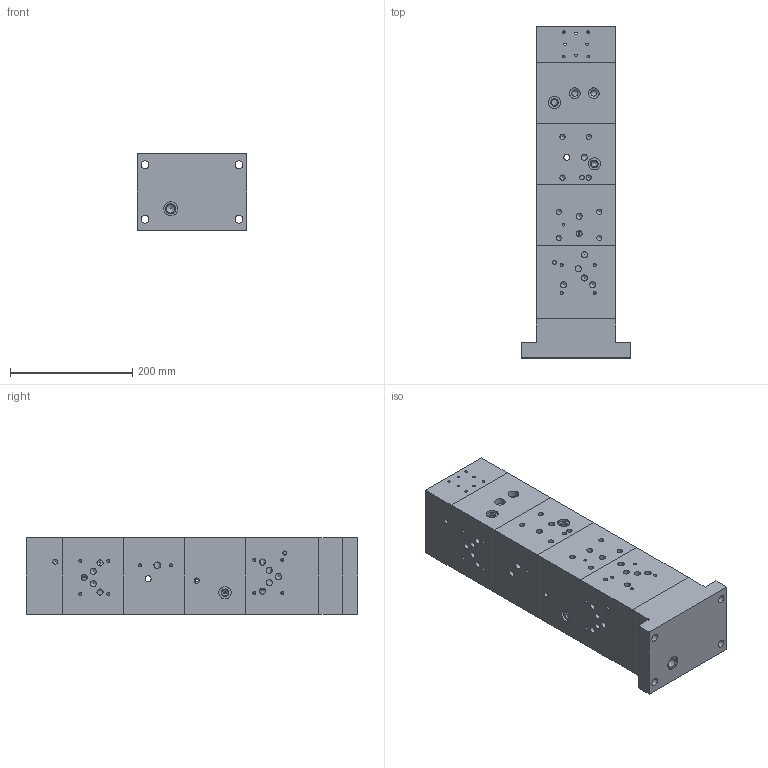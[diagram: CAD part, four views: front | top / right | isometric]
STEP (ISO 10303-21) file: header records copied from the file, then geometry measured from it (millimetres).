
FILE_DESCRIPTION(/* description */ (''),/* implementation_level */ '2;1');
FILE_NAME(/* name */ 'References.step',/* time_stamp */ '2021-02-26T11:07:53+08:00',/* author */ (''),/* organization */ (''),/* preprocessor_version */ 'ST-DEVELOPER v18.1',/* originating_system */ 'Autodesk Translation Framework v9.7.1.1290',/* authorisation */ '');
FILE_SCHEMA (('AUTOMOTIVE_DESIGN { 1 0 10303 214 3 1 1 }'));
Length unit declared in the file: millimetre
Products named in the file (7): dhh-装配体; 底板; 压力块; 夹紧; 定位块; 顶盖; 主运动块
Assembly tree (6 placements, depth 2):
  dhh-装配体
    底板
    压力块
    夹紧
    定位块
    顶盖
    主运动块
Bounding box: 180 x 544 x 125 mm (x, y, z)
Volume: 8349978.5 mm3; surface area: 701720.7 mm2
Topology: 6 solids, 6 shells, 367 faces, 972 edges, 618 vertices
Faces by surface type: cylinder 194, cone 90, plane 83
Full cylindrical faces by diameter (mm): 4 x8, 4.2 x4, 5 x20, 6 x9, 6.8 x9, 7.5 x3, 8 x5, 8.5 x17, 10 x41, 10.5 x4, 11 x1, 12 x20, 12.5 x4, 13 x4, 14 x13, 16 x1, 16.5 x2, 17.5 x4, 20 x8, 21.3 x8, 23 x2, 23.3 x1, 23.5 x1
Entity records: 13256 total; most frequent: CARTESIAN_POINT 3570, DIRECTION 1962, ORIENTED_EDGE 1806, EDGE_CURVE 903, AXIS2_PLACEMENT_3D 784, VERTEX_POINT 618, EDGE_LOOP 591, LINE 394
